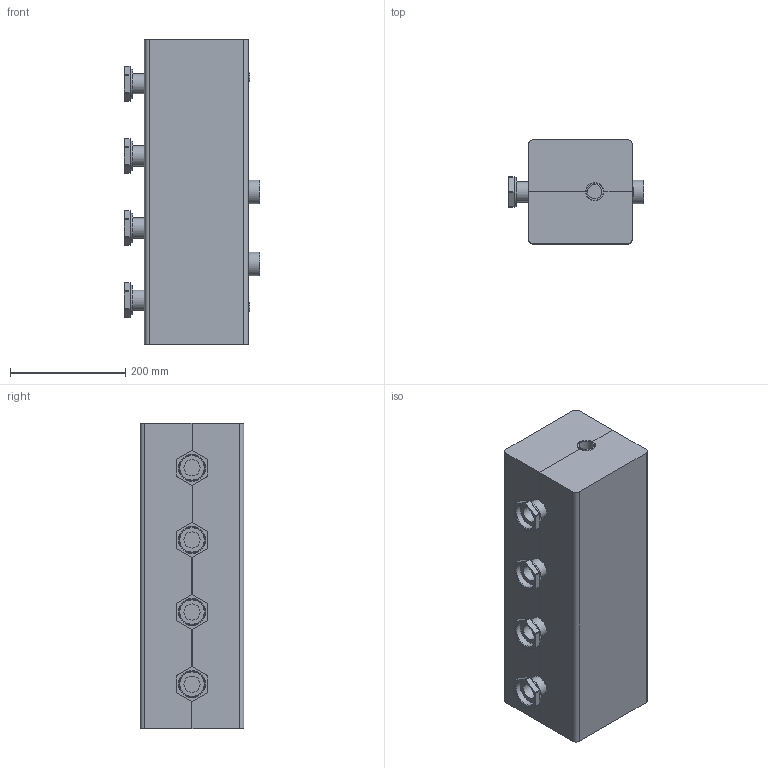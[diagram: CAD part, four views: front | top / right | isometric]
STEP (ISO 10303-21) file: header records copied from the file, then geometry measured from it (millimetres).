
FILE_DESCRIPTION(/* description */ (''),/* implementation_level */ '2;1');
FILE_NAME(/* name */ 'C100 2F DN25.stp',/* time_stamp */ '2015-09-29T20:55:34+02:00',/* author */ ('ARTUR'),/* organization */ (''),/* preprocessor_version */ 'ST-DEVELOPER v15.6',/* originating_system */ 'Autodesk Inventor 2015',/* authorisation */ '');
FILE_SCHEMA (('CONFIG_CONTROL_DESIGN'));
Length unit declared in the file: millimetre
Products named in the file (5): C1002F-01.00; C1002F-02.00; nakrętka GW 1 1_2; C1002F-02.00_MIR; C100 2F DN25
Bounding box: 235 x 180 x 530 mm (x, y, z)
Volume: 17029169.5 mm3; surface area: 1075034.7 mm2
Topology: 7 solids, 7 shells, 237 faces, 542 edges, 347 vertices
Faces by surface type: plane 130, cylinder 84, torus 12, cone 11
Full cylindrical faces by diameter (mm): 8 x2, 20 x2, 25 x1, 28 x4, 30 x1, 33 x1, 35 x6, 36 x4, 37 x1, 41 x2, 45 x4, 51 x4
Entity records: 4373 total; most frequent: DIRECTION 788, CARTESIAN_POINT 712, ORIENTED_EDGE 630, EDGE_CURVE 315, AXIS2_PLACEMENT_3D 305, VERTEX_POINT 229, EDGE_LOOP 220, LINE 178
